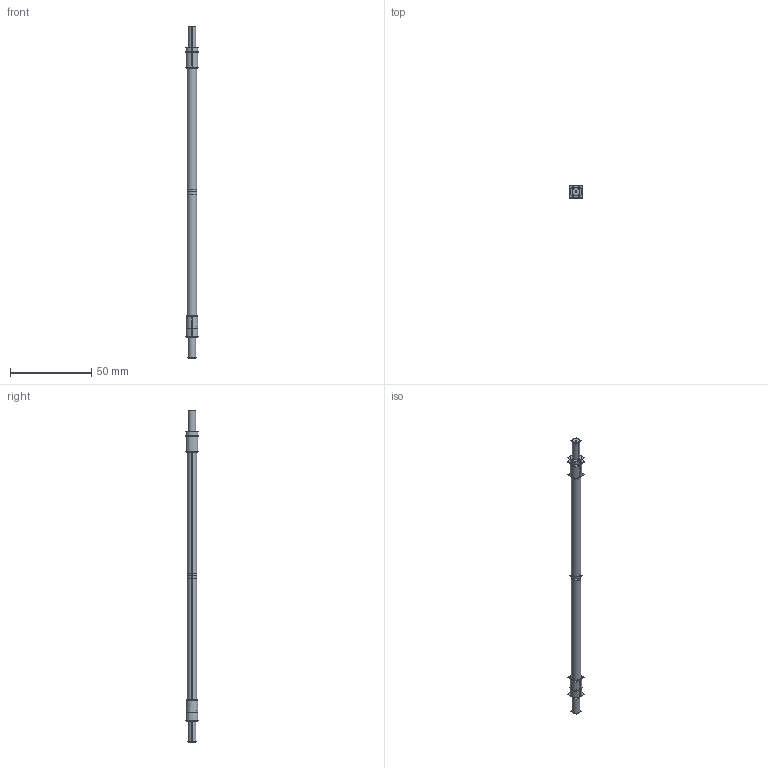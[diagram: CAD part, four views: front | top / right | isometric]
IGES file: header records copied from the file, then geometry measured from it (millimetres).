
Start section:  PTC IGES file: 192795.igs
Global section: file name: 192795.igs; native system: Creo Parametric by Parametric Technology Corporation; preprocessor: 2013230; author: pdmadmin; organization: Unknown; date: 20160209.163536; units: millimetre
Bounding box: 7.67 x 7.66 x 203.84 mm (x, y, z)
Volume: 4867.3 mm3; surface area: 19891.6 mm2
Topology: 5 solids, 5 shells, 90 faces, 416 edges, 534 vertices
Faces by surface type: revolution 64, bspline 26
